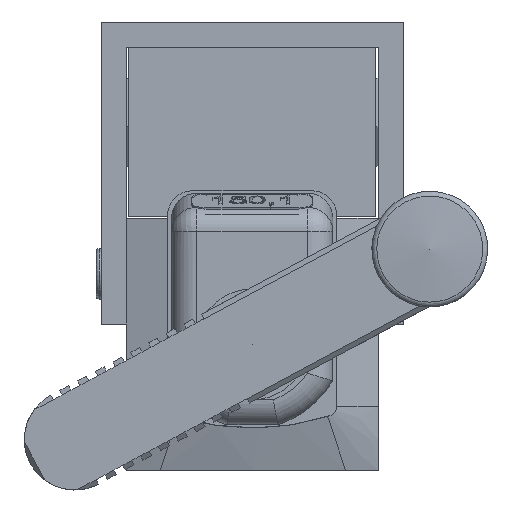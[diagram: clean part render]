
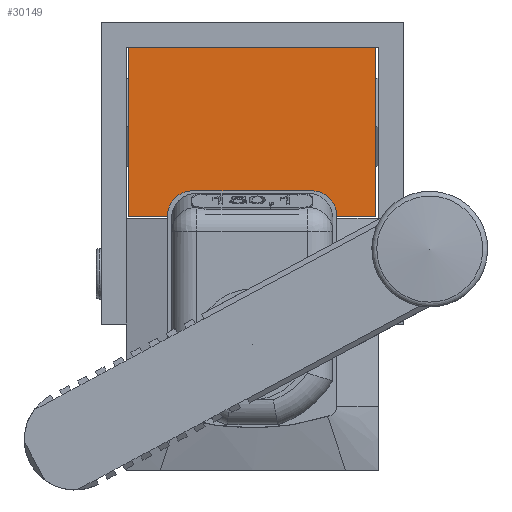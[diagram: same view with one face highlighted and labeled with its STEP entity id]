
A CAD part, front view. The second image highlights one B-rep face of the part: STEP entity #30149.
In plain terms, the highlighted planar face has unit normal (0, -1, 0).
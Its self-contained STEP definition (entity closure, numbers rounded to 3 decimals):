
#1161=CIRCLE('',#31592,32.8);
#1164=CIRCLE('',#31667,32.8);
#4777=ORIENTED_EDGE('',*,*,#9481,.T.);
#4778=ORIENTED_EDGE('',*,*,#9464,.T.);
#4779=ORIENTED_EDGE('',*,*,#9406,.T.);
#4780=ORIENTED_EDGE('',*,*,#9404,.T.);
#4781=ORIENTED_EDGE('',*,*,#9402,.T.);
#4782=ORIENTED_EDGE('',*,*,#9399,.T.);
#4783=ORIENTED_EDGE('',*,*,#8014,.T.);
#4784=ORIENTED_EDGE('',*,*,#9396,.T.);
#4785=ORIENTED_EDGE('',*,*,#9393,.T.);
#4786=ORIENTED_EDGE('',*,*,#9389,.F.);
#8014=EDGE_CURVE('',#11121,#11124,#13211,.T.);
#9389=EDGE_CURVE('',#12096,#12097,#14166,.T.);
#9393=EDGE_CURVE('',#12099,#12097,#14170,.T.);
#9396=EDGE_CURVE('',#11124,#12099,#14173,.T.);
#9399=EDGE_CURVE('',#12101,#11121,#14176,.T.);
#9402=EDGE_CURVE('',#12102,#12101,#14179,.T.);
#9404=EDGE_CURVE('',#12103,#12102,#14181,.T.);
#9406=EDGE_CURVE('',#12104,#12103,#1161,.T.);
#9464=EDGE_CURVE('',#12106,#12104,#14237,.T.);
#9481=EDGE_CURVE('',#12096,#12106,#1164,.T.);
#11121=VERTEX_POINT('',#39031);
#11124=VERTEX_POINT('',#39036);
#12096=VERTEX_POINT('',#48986);
#12097=VERTEX_POINT('',#48988);
#12099=VERTEX_POINT('',#48995);
#12101=VERTEX_POINT('',#49005);
#12102=VERTEX_POINT('',#49010);
#12103=VERTEX_POINT('',#49014);
#12104=VERTEX_POINT('',#49021);
#12106=VERTEX_POINT('',#49148);
#13211=LINE('',#39037,#15375);
#14166=LINE('',#48987,#16330);
#14170=LINE('',#48994,#16334);
#14173=LINE('',#48999,#16337);
#14176=LINE('',#49004,#16340);
#14179=LINE('',#49009,#16343);
#14181=LINE('',#49013,#16345);
#14237=LINE('',#49147,#16401);
#15375=VECTOR('',#33000,1000.);
#16330=VECTOR('',#35229,1000.);
#16334=VECTOR('',#35235,1000.);
#16337=VECTOR('',#35240,1000.);
#16340=VECTOR('',#35245,1000.);
#16343=VECTOR('',#35250,1000.);
#16345=VECTOR('',#35254,1000.);
#16401=VECTOR('',#35420,1000.);
#18191=EDGE_LOOP('',(#4777,#4778,#4779,#4780,#4781,#4782,#4783,#4784,#4785,
#4786));
#19781=FACE_BOUND('',#18191,.T.);
#21006=PLANE('',#31668);
#30149=ADVANCED_FACE('',(#19781),#21006,.T.);
#31592=AXIS2_PLACEMENT_3D('',#49020,#35257,#35258);
#31667=AXIS2_PLACEMENT_3D('',#49191,#35476,#35477);
#31668=AXIS2_PLACEMENT_3D('',#49192,#35478,#35479);
#33000=DIRECTION('',(-1.,0.,0.));
#35229=DIRECTION('',(0.,0.,1.));
#35235=DIRECTION('',(1.,0.,0.));
#35240=DIRECTION('',(0.,0.,-1.));
#35245=DIRECTION('',(0.,0.,1.));
#35250=DIRECTION('',(1.,0.,0.));
#35254=DIRECTION('',(0.,0.,1.));
#35257=DIRECTION('',(0.,-1.,0.));
#35258=DIRECTION('',(0.,0.,1.));
#35420=DIRECTION('',(1.,0.,0.));
#35476=DIRECTION('',(0.,-1.,0.));
#35477=DIRECTION('',(0.,0.,1.));
#35478=DIRECTION('',(0.,-1.,0.));
#35479=DIRECTION('',(0.,0.,1.));
#39031=CARTESIAN_POINT('',(24.5,10.,59.));
#39036=CARTESIAN_POINT('',(-24.5,10.,59.));
#39037=CARTESIAN_POINT('',(-25.,10.,59.));
#48986=CARTESIAN_POINT('',(-9.5,10.,24.709));
#48987=CARTESIAN_POINT('',(-9.5,10.,24.4));
#48988=CARTESIAN_POINT('',(-9.5,10.,25.4));
#48994=CARTESIAN_POINT('',(15.,10.,25.4));
#48995=CARTESIAN_POINT('',(-24.5,10.,25.4));
#48999=CARTESIAN_POINT('',(-24.5,10.,25.));
#49004=CARTESIAN_POINT('',(24.5,10.,31.));
#49005=CARTESIAN_POINT('',(24.5,10.,25.4));
#49009=CARTESIAN_POINT('',(15.,10.,25.4));
#49010=CARTESIAN_POINT('',(9.5,10.,25.4));
#49013=CARTESIAN_POINT('',(9.5,10.,24.4));
#49014=CARTESIAN_POINT('',(9.5,10.,24.709));
#49020=CARTESIAN_POINT('',(0.,10.,56.103));
#49021=CARTESIAN_POINT('',(6.726,10.,24.));
#49147=CARTESIAN_POINT('',(9.436,10.,24.));
#49148=CARTESIAN_POINT('',(-6.726,10.,24.));
#49191=CARTESIAN_POINT('',(0.,10.,56.103));
#49192=CARTESIAN_POINT('',(0.,10.,0.));
